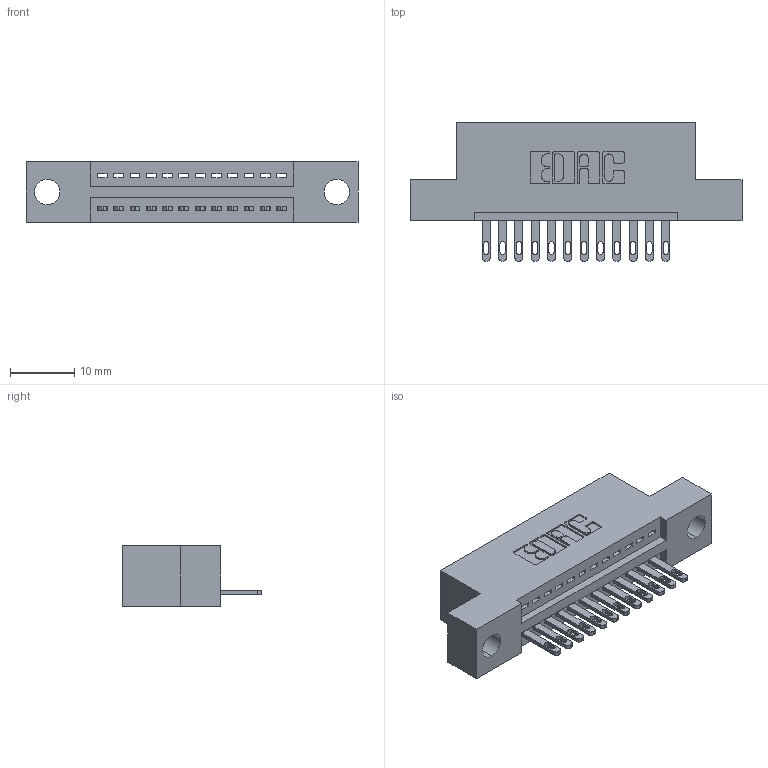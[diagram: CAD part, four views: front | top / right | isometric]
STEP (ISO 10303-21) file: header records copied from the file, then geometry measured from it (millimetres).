
FILE_DESCRIPTION (( 'STEP AP203' ), '1' );
FILE_NAME ('345-012-500-104.STEP', '2019-10-04T00:45:23', ( '' ), ( '' ), 'SwSTEP 2.0', 'SolidWorks 2016', '' );
FILE_SCHEMA (( 'CONFIG_CONTROL_DESIGN' ));
Length unit declared in the file: inch
Products named in the file (3): 345 Part_Flush Mounting Lugs - 0.156 Dia-TH; 345-012-500-104; 345-292-001_345-293-100
Assembly tree (13 placements, depth 2):
  345-012-500-104
    345 Part_Flush Mounting Lugs - 0.156 Dia-TH
    345-292-001_345-293-100  x12
Bounding box: 51.69 x 21.51 x 9.4 mm (x, y, z)
Volume: 4583.3 mm3; surface area: 5518.8 mm2
Topology: 13 solids, 13 shells, 774 faces, 2357 edges, 1570 vertices
Faces by surface type: plane 488, cylinder 286
Entity records: 13003 total; most frequent: CARTESIAN_POINT 2260, ORIENTED_EDGE 2206, DIRECTION 2019, EDGE_CURVE 1103, LINE 919, VECTOR 919, VERTEX_POINT 734, AXIS2_PLACEMENT_3D 550
